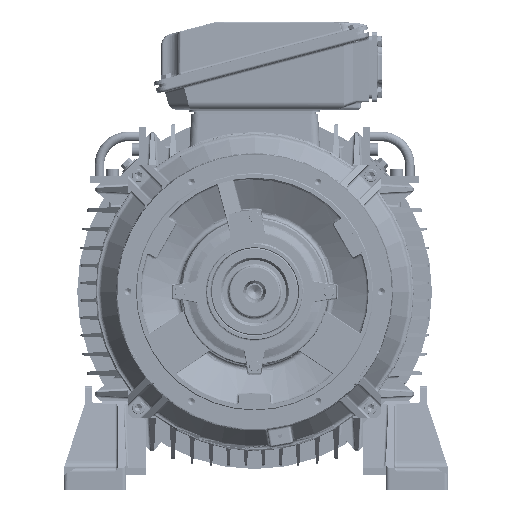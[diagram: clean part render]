
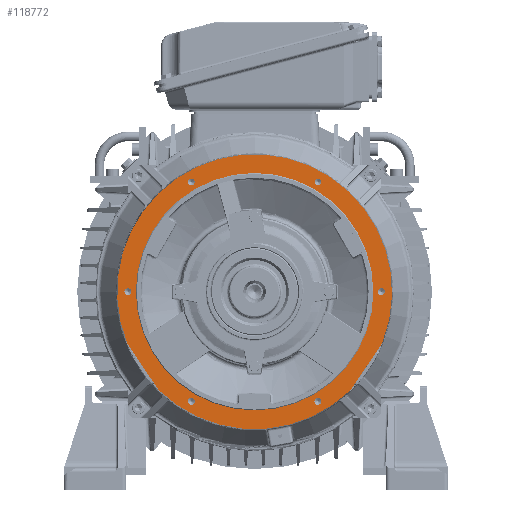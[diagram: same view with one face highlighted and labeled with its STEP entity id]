
A CAD part, front view. The second image highlights one B-rep face of the part: STEP entity #118772.
In plain terms, the highlighted planar face has unit normal (0, -1, 0).
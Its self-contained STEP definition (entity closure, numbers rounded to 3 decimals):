
#7811=LINE('',#184455,#18357);
#7813=LINE('',#184478,#18359);
#18357=VECTOR('',#146040,1000.);
#18359=VECTOR('',#146048,1000.);
#25871=PLANE('',#126677);
#28334=CIRCLE('',#126675,173.591);
#28335=CIRCLE('',#126676,173.591);
#28336=CIRCLE('',#126678,4.391);
#28337=CIRCLE('',#126679,4.391);
#28338=CIRCLE('',#126680,4.391);
#28339=CIRCLE('',#126681,4.391);
#28340=CIRCLE('',#126682,4.391);
#28341=CIRCLE('',#126683,4.391);
#28342=CIRCLE('',#126684,150.);
#42936=ORIENTED_EDGE('',*,*,#72434,.T.);
#42937=ORIENTED_EDGE('',*,*,#72435,.T.);
#42938=ORIENTED_EDGE('',*,*,#72436,.T.);
#42939=ORIENTED_EDGE('',*,*,#72437,.T.);
#42940=ORIENTED_EDGE('',*,*,#72438,.T.);
#42941=ORIENTED_EDGE('',*,*,#72439,.T.);
#42942=ORIENTED_EDGE('',*,*,#72440,.T.);
#42943=ORIENTED_EDGE('',*,*,#72421,.F.);
#42944=ORIENTED_EDGE('',*,*,#72433,.F.);
#42945=ORIENTED_EDGE('',*,*,#72416,.F.);
#42946=ORIENTED_EDGE('',*,*,#72432,.F.);
#72416=EDGE_CURVE('',#88112,#88113,#7811,.T.);
#72421=EDGE_CURVE('',#88116,#88117,#7813,.T.);
#72432=EDGE_CURVE('',#88117,#88112,#28334,.T.);
#72433=EDGE_CURVE('',#88113,#88116,#28335,.T.);
#72434=EDGE_CURVE('',#88126,#88126,#28336,.T.);
#72435=EDGE_CURVE('',#88127,#88127,#28337,.T.);
#72436=EDGE_CURVE('',#88128,#88128,#28338,.T.);
#72437=EDGE_CURVE('',#88129,#88129,#28339,.T.);
#72438=EDGE_CURVE('',#88130,#88130,#28340,.T.);
#72439=EDGE_CURVE('',#88131,#88131,#28341,.T.);
#72440=EDGE_CURVE('',#88132,#88132,#28342,.T.);
#88112=VERTEX_POINT('',#184454);
#88113=VERTEX_POINT('',#184456);
#88116=VERTEX_POINT('',#184477);
#88117=VERTEX_POINT('',#184479);
#88126=VERTEX_POINT('',#184674);
#88127=VERTEX_POINT('',#184676);
#88128=VERTEX_POINT('',#184678);
#88129=VERTEX_POINT('',#184680);
#88130=VERTEX_POINT('',#184682);
#88131=VERTEX_POINT('',#184684);
#88132=VERTEX_POINT('',#184686);
#101209=EDGE_LOOP('',(#42936));
#101210=EDGE_LOOP('',(#42937));
#101211=EDGE_LOOP('',(#42938));
#101212=EDGE_LOOP('',(#42939));
#101213=EDGE_LOOP('',(#42940));
#101214=EDGE_LOOP('',(#42941));
#101215=EDGE_LOOP('',(#42942));
#101216=EDGE_LOOP('',(#42943,#42944,#42945,#42946));
#109258=FACE_BOUND('',#101209,.T.);
#109259=FACE_BOUND('',#101210,.T.);
#109260=FACE_BOUND('',#101211,.T.);
#109261=FACE_BOUND('',#101212,.T.);
#109262=FACE_BOUND('',#101213,.T.);
#109263=FACE_BOUND('',#101214,.T.);
#109264=FACE_BOUND('',#101215,.T.);
#109265=FACE_BOUND('',#101216,.T.);
#118772=ADVANCED_FACE('',(#109258,#109259,#109260,#109261,#109262,#109263,
#109264,#109265),#25871,.F.);
#126675=AXIS2_PLACEMENT_3D('',#184670,#146061,#146062);
#126676=AXIS2_PLACEMENT_3D('',#184671,#146063,#146064);
#126677=AXIS2_PLACEMENT_3D('',#184672,#146065,#146066);
#126678=AXIS2_PLACEMENT_3D('',#184673,#146067,#146068);
#126679=AXIS2_PLACEMENT_3D('',#184675,#146069,#146070);
#126680=AXIS2_PLACEMENT_3D('',#184677,#146071,#146072);
#126681=AXIS2_PLACEMENT_3D('',#184679,#146073,#146074);
#126682=AXIS2_PLACEMENT_3D('',#184681,#146075,#146076);
#126683=AXIS2_PLACEMENT_3D('',#184683,#146077,#146078);
#126684=AXIS2_PLACEMENT_3D('',#184685,#146079,#146080);
#146040=DIRECTION('',(-0.559,0.,-0.829));
#146048=DIRECTION('',(-0.559,0.,0.829));
#146061=DIRECTION('',(0.,1.,0.));
#146062=DIRECTION('',(0.,0.,1.));
#146063=DIRECTION('',(0.,1.,0.));
#146064=DIRECTION('',(0.,0.,1.));
#146065=DIRECTION('',(0.,1.,0.));
#146066=DIRECTION('',(0.,0.,1.));
#146067=DIRECTION('',(0.,1.,0.));
#146068=DIRECTION('',(-0.866,0.,0.5));
#146069=DIRECTION('',(0.,1.,0.));
#146070=DIRECTION('',(-0.866,0.,-0.5));
#146071=DIRECTION('',(0.,1.,0.));
#146072=DIRECTION('',(0.,0.,-1.));
#146073=DIRECTION('',(0.,1.,0.));
#146074=DIRECTION('',(0.866,0.,-0.5));
#146075=DIRECTION('',(0.,1.,0.));
#146076=DIRECTION('',(0.866,0.,0.5));
#146077=DIRECTION('',(0.,1.,0.));
#146078=DIRECTION('',(0.,0.,1.));
#146079=DIRECTION('',(0.,1.,0.));
#146080=DIRECTION('',(0.,0.,1.));
#184454=CARTESIAN_POINT('',(160.578,-70.,-65.942));
#184455=CARTESIAN_POINT('',(187.841,-70.,-25.524));
#184456=CARTESIAN_POINT('',(121.294,-70.,-124.183));
#184477=CARTESIAN_POINT('',(-121.294,-70.,-124.183));
#184478=CARTESIAN_POINT('',(-94.032,-70.,-164.602));
#184479=CARTESIAN_POINT('',(-160.578,-70.,-65.942));
#184670=CARTESIAN_POINT('',(0.,-70.,0.));
#184671=CARTESIAN_POINT('',(0.,-70.,0.));
#184672=CARTESIAN_POINT('',(150.,-70.,0.));
#184673=CARTESIAN_POINT('',(-80.,-70.,-138.564));
#184674=CARTESIAN_POINT('',(-83.803,-70.,-136.369));
#184675=CARTESIAN_POINT('',(80.,-70.,-138.564));
#184676=CARTESIAN_POINT('',(76.197,-70.,-140.76));
#184677=CARTESIAN_POINT('',(160.,-70.,0.));
#184678=CARTESIAN_POINT('',(160.,-70.,-4.391));
#184679=CARTESIAN_POINT('',(80.,-70.,138.564));
#184680=CARTESIAN_POINT('',(83.803,-70.,136.369));
#184681=CARTESIAN_POINT('',(-80.,-70.,138.564));
#184682=CARTESIAN_POINT('',(-76.197,-70.,140.76));
#184683=CARTESIAN_POINT('',(-160.,-70.,0.));
#184684=CARTESIAN_POINT('',(-160.,-70.,4.391));
#184685=CARTESIAN_POINT('',(0.,-70.,0.));
#184686=CARTESIAN_POINT('',(0.,-70.,150.));
